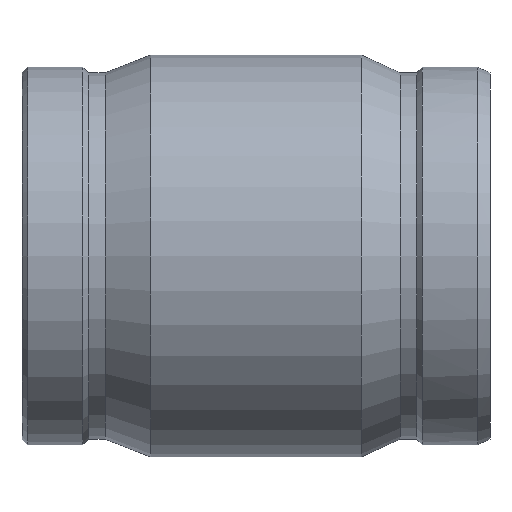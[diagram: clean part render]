
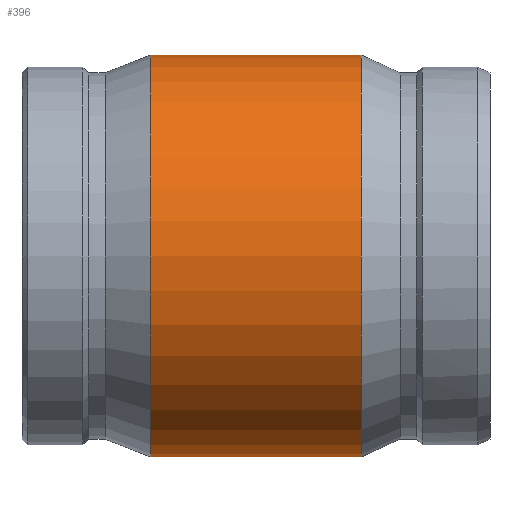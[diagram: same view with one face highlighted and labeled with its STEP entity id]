
A CAD part, front view. The second image highlights one B-rep face of the part: STEP entity #396.
In plain terms, the highlighted cylindrical face has radius 70 mm (diameter 140 mm), a full revolution.
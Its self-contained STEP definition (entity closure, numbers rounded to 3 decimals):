
#46=FACE_BOUND('',#151,.T.);
#69=CYLINDRICAL_SURFACE('',#453,70.);
#96=FACE_OUTER_BOUND('',#150,.T.);
#150=EDGE_LOOP('',(#330));
#151=EDGE_LOOP('',(#331));
#202=CIRCLE('',#452,70.);
#203=CIRCLE('',#454,70.);
#238=VERTEX_POINT('',#760);
#239=VERTEX_POINT('',#763);
#275=EDGE_CURVE('',#238,#238,#202,.T.);
#276=EDGE_CURVE('',#239,#239,#203,.T.);
#330=ORIENTED_EDGE('',*,*,#275,.T.);
#331=ORIENTED_EDGE('',*,*,#276,.F.);
#396=ADVANCED_FACE('',(#96,#46),#69,.T.);
#452=AXIS2_PLACEMENT_3D('',#761,#561,#562);
#453=AXIS2_PLACEMENT_3D('',#762,#563,#564);
#454=AXIS2_PLACEMENT_3D('',#764,#565,#566);
#561=DIRECTION('center_axis',(1.,0.,0.));
#562=DIRECTION('ref_axis',(0.,0.,-1.));
#563=DIRECTION('center_axis',(1.,0.,0.));
#564=DIRECTION('ref_axis',(0.,1.,0.));
#565=DIRECTION('center_axis',(1.,0.,0.));
#566=DIRECTION('ref_axis',(0.,0.,-1.));
#760=CARTESIAN_POINT('',(-36.675,70.,0.));
#761=CARTESIAN_POINT('Origin',(-36.675,0.,0.));
#762=CARTESIAN_POINT('Origin',(0.,0.,0.));
#763=CARTESIAN_POINT('',(36.675,70.,0.));
#764=CARTESIAN_POINT('Origin',(36.675,0.,0.));
